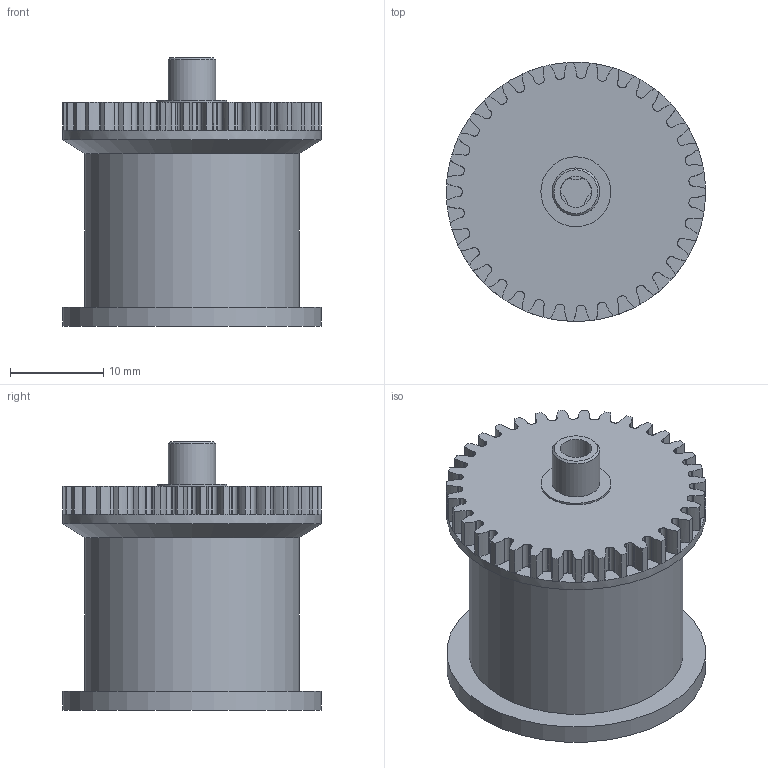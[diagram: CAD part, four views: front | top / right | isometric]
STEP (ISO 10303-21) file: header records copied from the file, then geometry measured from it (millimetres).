
FILE_DESCRIPTION(/* description */ ('Spur Gear; Module: 0.750000; Num Teeth: 35; Pressure Angle: 14.500000; Backlash: 0.10 mm'),/* implementation_level */ '2;1');
FILE_NAME(/* name */ '33x20mm Wheel 35t gear.step',/* time_stamp */ '2025-04-04T14:29:19-03:00',/* author */ (''),/* organization */ (''),/* preprocessor_version */ 'ST-DEVELOPER v20.1',/* originating_system */ 'Autodesk Translation Framework v14.4.0.0',/* authorisation */ '');
FILE_SCHEMA (('AUTOMOTIVE_DESIGN { 1 0 10303 214 3 1 1 }'));
Length unit declared in the file: millimetre
Products named in the file (1): 33x20mm Wheel 35t gear
Bounding box: 27.75 x 27.75 x 28.75 mm (x, y, z)
Volume: 10925.7 mm3; surface area: 3923.9 mm2
Topology: 1 solids, 1 shells, 337 faces, 952 edges, 622 vertices
Faces by surface type: cylinder 146, plane 116, bspline 73, cone 2
Full cylindrical faces by diameter (mm): 3.35 x1, 5.1 x1, 7.5 x1, 23 x1, 27.75 x2
Entity records: 31181 total; most frequent: CARTESIAN_POINT 22909, ORIENTED_EDGE 1904, DIRECTION 1648, EDGE_CURVE 952, VERTEX_POINT 622, AXIS2_PLACEMENT_3D 607, LINE 434, VECTOR 434
